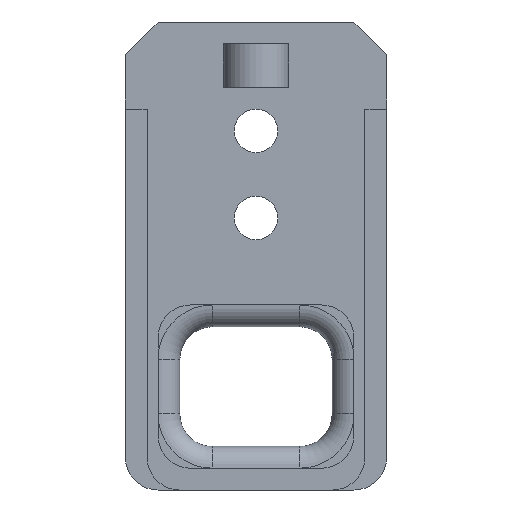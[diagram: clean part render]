
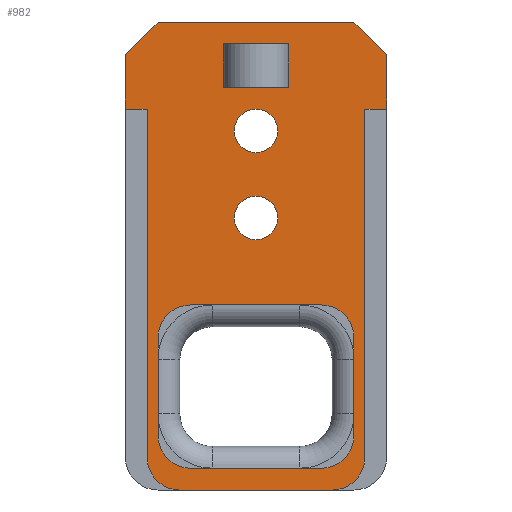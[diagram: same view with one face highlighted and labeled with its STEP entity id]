
A CAD part, front view. The second image highlights one B-rep face of the part: STEP entity #982.
In plain terms, the highlighted planar face has unit normal (0, -1, 0).
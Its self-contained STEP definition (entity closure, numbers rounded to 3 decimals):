
#1=CARTESIAN_POINT('',(9.,-2.,-10.));
#2=DIRECTION('',(0.,-1.,0.));
#3=DIRECTION('',(1.,0.,0.));
#4=AXIS2_PLACEMENT_3D('',#1,#2,#3);
#6=CARTESIAN_POINT('',(9.,-2.,-10.));
#7=DIRECTION('',(0.,-1.,0.));
#8=DIRECTION('',(-1.,0.,0.));
#9=AXIS2_PLACEMENT_3D('',#6,#7,#8);
#11=CARTESIAN_POINT('',(9.,-2.,-2.));
#12=DIRECTION('',(0.,-1.,0.));
#13=DIRECTION('',(1.,0.,0.));
#14=AXIS2_PLACEMENT_3D('',#11,#12,#13);
#16=CARTESIAN_POINT('',(9.,-2.,-2.));
#17=DIRECTION('',(0.,-1.,0.));
#18=DIRECTION('',(-1.,0.,0.));
#19=AXIS2_PLACEMENT_3D('',#16,#17,#18);
#21=DIRECTION('',(0.,0.,-1.));
#22=VECTOR('',#21,9.);
#23=CARTESIAN_POINT('',(0.,-2.,-21.));
#24=LINE('',#23,#22);
#25=DIRECTION('',(1.,0.,0.));
#26=VECTOR('',#25,12.);
#27=CARTESIAN_POINT('',(3.,-2.,-33.));
#28=LINE('',#27,#26);
#29=DIRECTION('',(0.,0.,1.));
#30=VECTOR('',#29,9.);
#31=CARTESIAN_POINT('',(18.,-2.,-30.));
#32=LINE('',#31,#30);
#33=DIRECTION('',(-1.,0.,0.));
#34=VECTOR('',#33,12.);
#35=CARTESIAN_POINT('',(15.,-2.,-18.));
#36=LINE('',#35,#34);
#37=DIRECTION('',(-0.707,0.,-0.707));
#38=VECTOR('',#37,4.243);
#39=CARTESIAN_POINT('',(0.,-2.,8.));
#40=LINE('',#39,#38);
#41=DIRECTION('',(1.,0.,0.));
#42=VECTOR('',#41,18.);
#43=CARTESIAN_POINT('',(0.,-2.,8.));
#44=LINE('',#43,#42);
#45=DIRECTION('',(-0.707,0.,0.707));
#46=VECTOR('',#45,4.243);
#47=CARTESIAN_POINT('',(21.,-2.,5.));
#48=LINE('',#47,#46);
#49=DIRECTION('',(0.,0.,-1.));
#50=VECTOR('',#49,5.);
#51=CARTESIAN_POINT('',(21.,-2.,5.));
#52=LINE('',#51,#50);
#53=DIRECTION('',(1.,0.,0.));
#54=VECTOR('',#53,2.);
#55=CARTESIAN_POINT('',(19.,-2.,0.));
#56=LINE('',#55,#54);
#57=DIRECTION('',(0.,0.,-1.));
#58=VECTOR('',#57,32.);
#59=CARTESIAN_POINT('',(19.,-2.,0.));
#60=LINE('',#59,#58);
#61=CARTESIAN_POINT('',(16.,-2.,-32.));
#62=DIRECTION('',(0.,-1.,0.));
#63=DIRECTION('',(0.,0.,-1.));
#64=AXIS2_PLACEMENT_3D('',#61,#62,#63);
#66=DIRECTION('',(-1.,0.,0.));
#67=VECTOR('',#66,14.);
#68=CARTESIAN_POINT('',(16.,-2.,-35.));
#69=LINE('',#68,#67);
#70=CARTESIAN_POINT('',(2.,-2.,-32.));
#71=DIRECTION('',(0.,-1.,0.));
#72=DIRECTION('',(-1.,0.,0.));
#73=AXIS2_PLACEMENT_3D('',#70,#71,#72);
#75=DIRECTION('',(0.,0.,-1.));
#76=VECTOR('',#75,32.);
#77=CARTESIAN_POINT('',(-1.,-2.,0.));
#78=LINE('',#77,#76);
#79=DIRECTION('',(1.,0.,0.));
#80=VECTOR('',#79,2.);
#81=CARTESIAN_POINT('',(-3.,-2.,0.));
#82=LINE('',#81,#80);
#83=DIRECTION('',(0.,0.,1.));
#84=VECTOR('',#83,5.);
#85=CARTESIAN_POINT('',(-3.,-2.,0.));
#86=LINE('',#85,#84);
#87=DIRECTION('',(1.,0.,0.));
#88=VECTOR('',#87,5.995);
#89=CARTESIAN_POINT('',(6.004,-2.,6.));
#90=LINE('',#89,#88);
#91=DIRECTION('',(0.,0.,-1.));
#92=VECTOR('',#91,4.);
#93=CARTESIAN_POINT('',(6.004,-2.,6.));
#94=LINE('',#93,#92);
#95=DIRECTION('',(1.,0.,0.));
#96=VECTOR('',#95,5.995);
#97=CARTESIAN_POINT('',(6.004,-2.,2.));
#98=LINE('',#97,#96);
#99=DIRECTION('',(0.,0.,-1.));
#100=VECTOR('',#99,4.);
#101=CARTESIAN_POINT('',(11.999,-2.,6.));
#102=LINE('',#101,#100);
#524=CARTESIAN_POINT('',(15.,-2.,-21.));
#525=DIRECTION('',(0.,1.,0.));
#526=DIRECTION('',(0.,0.,1.));
#527=AXIS2_PLACEMENT_3D('',#524,#525,#526);
#529=CARTESIAN_POINT('',(15.,-2.,-30.));
#530=DIRECTION('',(0.,1.,0.));
#531=DIRECTION('',(1.,0.,0.));
#532=AXIS2_PLACEMENT_3D('',#529,#530,#531);
#573=CARTESIAN_POINT('',(3.,-2.,-30.));
#574=DIRECTION('',(0.,1.,0.));
#575=DIRECTION('',(0.,0.,-1.));
#576=AXIS2_PLACEMENT_3D('',#573,#574,#575);
#578=CARTESIAN_POINT('',(3.,-2.,-21.));
#579=DIRECTION('',(0.,1.,0.));
#580=DIRECTION('',(-1.,0.,0.));
#581=AXIS2_PLACEMENT_3D('',#578,#579,#580);
#711=CARTESIAN_POINT('',(11.,-2.,-10.));
#712=CARTESIAN_POINT('',(7.,-2.,-10.));
#713=VERTEX_POINT('',#711);
#714=VERTEX_POINT('',#712);
#715=CARTESIAN_POINT('',(11.,-2.,-2.));
#716=CARTESIAN_POINT('',(7.,-2.,-2.));
#717=VERTEX_POINT('',#715);
#718=VERTEX_POINT('',#716);
#728=CARTESIAN_POINT('',(15.,-2.,-33.));
#730=VERTEX_POINT('',#728);
#733=CARTESIAN_POINT('',(18.,-2.,-30.));
#734=VERTEX_POINT('',#733);
#736=CARTESIAN_POINT('',(0.,-2.,-30.));
#738=VERTEX_POINT('',#736);
#741=CARTESIAN_POINT('',(3.,-2.,-33.));
#742=VERTEX_POINT('',#741);
#744=CARTESIAN_POINT('',(3.,-2.,-18.));
#746=VERTEX_POINT('',#744);
#749=CARTESIAN_POINT('',(0.,-2.,-21.));
#750=VERTEX_POINT('',#749);
#752=CARTESIAN_POINT('',(18.,-2.,-21.));
#754=VERTEX_POINT('',#752);
#757=CARTESIAN_POINT('',(15.,-2.,-18.));
#758=VERTEX_POINT('',#757);
#759=CARTESIAN_POINT('',(16.,-2.,-35.));
#760=CARTESIAN_POINT('',(19.,-2.,-32.));
#761=VERTEX_POINT('',#759);
#762=VERTEX_POINT('',#760);
#783=CARTESIAN_POINT('',(-1.,-2.,-32.));
#785=VERTEX_POINT('',#783);
#787=CARTESIAN_POINT('',(2.,-2.,-35.));
#788=VERTEX_POINT('',#787);
#791=CARTESIAN_POINT('',(19.,-2.,0.));
#792=VERTEX_POINT('',#791);
#793=CARTESIAN_POINT('',(-1.,-2.,0.));
#794=VERTEX_POINT('',#793);
#803=CARTESIAN_POINT('',(-3.,-2.,0.));
#804=VERTEX_POINT('',#803);
#805=CARTESIAN_POINT('',(21.,-2.,0.));
#806=VERTEX_POINT('',#805);
#807=CARTESIAN_POINT('',(0.,-2.,8.));
#808=CARTESIAN_POINT('',(-3.,-2.,5.));
#809=VERTEX_POINT('',#807);
#810=VERTEX_POINT('',#808);
#815=CARTESIAN_POINT('',(21.,-2.,5.));
#816=CARTESIAN_POINT('',(18.,-2.,8.));
#817=VERTEX_POINT('',#815);
#818=VERTEX_POINT('',#816);
#887=CARTESIAN_POINT('',(6.004,-2.,6.));
#888=CARTESIAN_POINT('',(11.999,-2.,6.));
#889=VERTEX_POINT('',#887);
#890=VERTEX_POINT('',#888);
#891=CARTESIAN_POINT('',(6.004,-2.,2.));
#892=CARTESIAN_POINT('',(11.999,-2.,2.));
#893=VERTEX_POINT('',#891);
#894=VERTEX_POINT('',#892);
#911=CARTESIAN_POINT('',(0.,-2.,0.));
#912=DIRECTION('',(0.,1.,0.));
#913=DIRECTION('',(1.,0.,0.));
#914=AXIS2_PLACEMENT_3D('',#911,#912,#913);
#915=PLANE('',#914);
#917=ORIENTED_EDGE('',*,*,#916,.F.);
#919=ORIENTED_EDGE('',*,*,#918,.T.);
#921=ORIENTED_EDGE('',*,*,#920,.F.);
#923=ORIENTED_EDGE('',*,*,#922,.T.);
#925=ORIENTED_EDGE('',*,*,#924,.F.);
#927=ORIENTED_EDGE('',*,*,#926,.T.);
#929=ORIENTED_EDGE('',*,*,#928,.F.);
#931=ORIENTED_EDGE('',*,*,#930,.T.);
#933=ORIENTED_EDGE('',*,*,#932,.F.);
#935=ORIENTED_EDGE('',*,*,#934,.F.);
#937=ORIENTED_EDGE('',*,*,#936,.F.);
#939=ORIENTED_EDGE('',*,*,#938,.T.);
#940=EDGE_LOOP('',(#917,#919,#921,#923,#925,#927,#929,#931,#933,#935,#937,
#939));
#941=FACE_OUTER_BOUND('',#940,.F.);
#943=ORIENTED_EDGE('',*,*,#942,.T.);
#945=ORIENTED_EDGE('',*,*,#944,.T.);
#946=EDGE_LOOP('',(#943,#945));
#947=FACE_BOUND('',#946,.F.);
#949=ORIENTED_EDGE('',*,*,#948,.T.);
#951=ORIENTED_EDGE('',*,*,#950,.F.);
#953=ORIENTED_EDGE('',*,*,#952,.T.);
#955=ORIENTED_EDGE('',*,*,#954,.F.);
#957=ORIENTED_EDGE('',*,*,#956,.T.);
#959=ORIENTED_EDGE('',*,*,#958,.F.);
#961=ORIENTED_EDGE('',*,*,#960,.T.);
#963=ORIENTED_EDGE('',*,*,#962,.F.);
#964=EDGE_LOOP('',(#949,#951,#953,#955,#957,#959,#961,#963));
#965=FACE_BOUND('',#964,.F.);
#967=ORIENTED_EDGE('',*,*,#966,.T.);
#969=ORIENTED_EDGE('',*,*,#968,.T.);
#970=EDGE_LOOP('',(#967,#969));
#971=FACE_BOUND('',#970,.F.);
#973=ORIENTED_EDGE('',*,*,#972,.F.);
#975=ORIENTED_EDGE('',*,*,#974,.T.);
#977=ORIENTED_EDGE('',*,*,#976,.T.);
#979=ORIENTED_EDGE('',*,*,#978,.F.);
#980=EDGE_LOOP('',(#973,#975,#977,#979));
#981=FACE_BOUND('',#980,.F.);
#982=ADVANCED_FACE('',(#941,#947,#965,#971,#981),#915,.F.);
#5=CIRCLE('',#4,2.);
#10=CIRCLE('',#9,2.);
#15=CIRCLE('',#14,2.);
#20=CIRCLE('',#19,2.);
#65=CIRCLE('',#64,3.);
#74=CIRCLE('',#73,3.);
#528=CIRCLE('',#527,3.);
#533=CIRCLE('',#532,3.);
#577=CIRCLE('',#576,3.);
#582=CIRCLE('',#581,3.);
#916=EDGE_CURVE('',#809,#810,#40,.T.);
#918=EDGE_CURVE('',#809,#818,#44,.T.);
#920=EDGE_CURVE('',#817,#818,#48,.T.);
#922=EDGE_CURVE('',#817,#806,#52,.T.);
#924=EDGE_CURVE('',#792,#806,#56,.T.);
#926=EDGE_CURVE('',#792,#762,#60,.T.);
#928=EDGE_CURVE('',#761,#762,#65,.T.);
#930=EDGE_CURVE('',#761,#788,#69,.T.);
#932=EDGE_CURVE('',#785,#788,#74,.T.);
#934=EDGE_CURVE('',#794,#785,#78,.T.);
#936=EDGE_CURVE('',#804,#794,#82,.T.);
#938=EDGE_CURVE('',#804,#810,#86,.T.);
#942=EDGE_CURVE('',#717,#718,#15,.T.);
#944=EDGE_CURVE('',#718,#717,#20,.T.);
#948=EDGE_CURVE('',#750,#738,#24,.T.);
#950=EDGE_CURVE('',#742,#738,#577,.T.);
#952=EDGE_CURVE('',#742,#730,#28,.T.);
#954=EDGE_CURVE('',#734,#730,#533,.T.);
#956=EDGE_CURVE('',#734,#754,#32,.T.);
#958=EDGE_CURVE('',#758,#754,#528,.T.);
#960=EDGE_CURVE('',#758,#746,#36,.T.);
#962=EDGE_CURVE('',#750,#746,#582,.T.);
#966=EDGE_CURVE('',#713,#714,#5,.T.);
#968=EDGE_CURVE('',#714,#713,#10,.T.);
#972=EDGE_CURVE('',#889,#890,#90,.T.);
#974=EDGE_CURVE('',#889,#893,#94,.T.);
#976=EDGE_CURVE('',#893,#894,#98,.T.);
#978=EDGE_CURVE('',#890,#894,#102,.T.);
